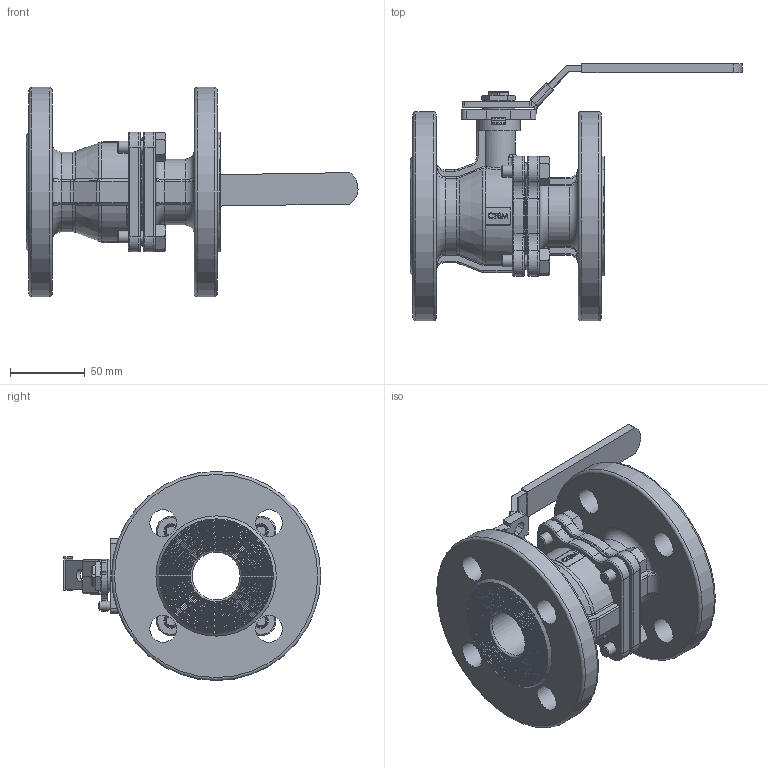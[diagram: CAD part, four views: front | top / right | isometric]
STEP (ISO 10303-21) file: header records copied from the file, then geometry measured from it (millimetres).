
FILE_DESCRIPTION(/* description */ ('Unknown'),/* implementation_level */ '2;1');
FILE_NAME(/* name */ '920-07',/* time_stamp */ '2022-07-01T08:46:34+02:00',/* author */ ('Unknown'),/* organization */ ('Unknown'),/* preprocessor_version */ 'ST-DEVELOPER v16.7',/* originating_system */ 'Solid Edge',/* authorisation */ 'Unknown');
FILE_SCHEMA (('AUTOMOTIVE_DESIGN {1 0 10303 214 3 1 1}'));
Products named in the file (13): 8M.220.032_WESA 920-07; MV-24D-FGM-DN32; MV-24D-DW-DN32; MV-24D-S-DN32; MV-24D-DD-DN32; MV-24D-LZ-DN32; MV-24D-ST-DN32; MV-24D-FS-DN32; MV-24D-G(J)-DN32; MV-24D-PD-DN32; MV-24D-T(J)-DN32; MV-24D-KZ-DN32; MV-24D-FG-DN32
Assembly tree (17 placements, depth 2):
  8M.220.032_WESA 920-07
    MV-24D-FGM-DN32  x2
    MV-24D-DW-DN32
    MV-24D-S-DN32
    MV-24D-DD-DN32  x2
    MV-24D-LZ-DN32  x4
    MV-24D-ST-DN32
    MV-24D-FS-DN32
    MV-24D-G(J)-DN32
    MV-24D-PD-DN32
    MV-24D-T(J)-DN32
    MV-24D-KZ-DN32
    MV-24D-FG-DN32
Bounding box: 222.15 x 172.3 x 140 mm (x, y, z)
Volume: 665570.5 mm3; surface area: 173287.4 mm2
Topology: 17 solids, 17 shells, 1085 faces, 2650 edges, 1675 vertices
Faces by surface type: plane 433, cylinder 210, bspline 190, cone 174, torus 78
Full cylindrical faces by diameter (mm): 4.2 x1, 5 x1, 6 x1, 8 x5, 8.8 x4, 11 x5, 12.5 x2, 14 x2, 14.1 x1, 14.3 x2, 14.4 x1, 16.5 x1, 16.7 x1, 17.5 x1, 18 x8, 21.5 x2, 22 x1, 23.5 x1, 27 x1, 29 x1, 32 x2, 34.8 x2, 45 x2, 52 x1, 56.6 x1, 57 x1, 68 x1, 140 x2
Entity records: 60004 total; most frequent: CARTESIAN_POINT 37634, ORIENTED_EDGE 4582, DIRECTION 4070, EDGE_CURVE 2291, VERTEX_POINT 1563, AXIS2_PLACEMENT_3D 1510, EDGE_LOOP 1326, FACE_BOUND 1326
